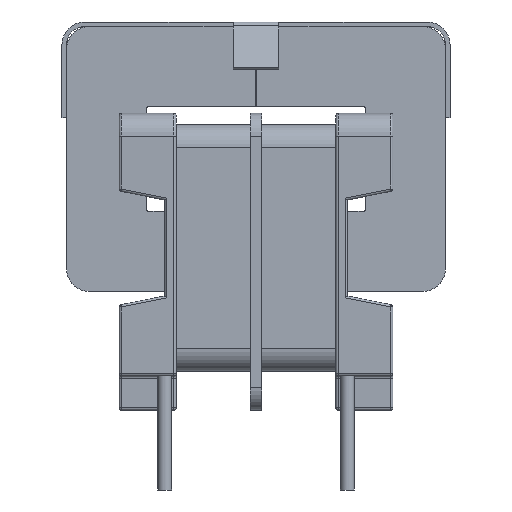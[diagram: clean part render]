
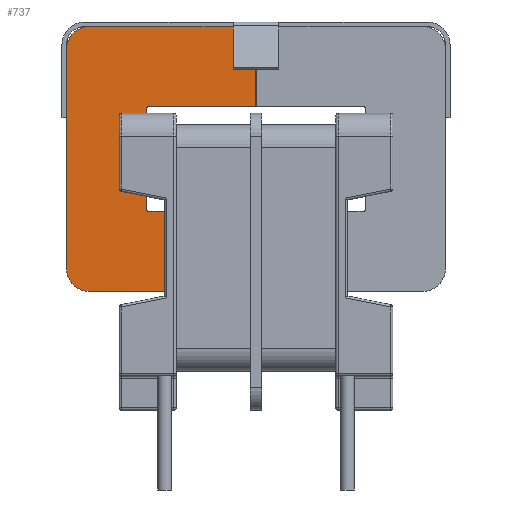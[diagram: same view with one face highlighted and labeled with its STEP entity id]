
A CAD part, front view. The second image highlights one B-rep face of the part: STEP entity #737.
In plain terms, the highlighted planar face has unit normal (0, -1, 0).
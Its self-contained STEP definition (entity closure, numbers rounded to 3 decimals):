
#19 = EDGE_CURVE ( 'NONE', #2387, #13347, #1251, .T. ) ;
#89 = AXIS2_PLACEMENT_3D ( 'NONE', #13596, #5873, #12371 ) ;
#250 = ORIENTED_EDGE ( 'NONE', *, *, #3034, .F. ) ;
#446 = ORIENTED_EDGE ( 'NONE', *, *, #17161, .T. ) ;
#451 = DIRECTION ( 'NONE',  ( 0., 0., 1. ) ) ;
#515 = CARTESIAN_POINT ( 'NONE',  ( -7.3, -2., 5.2 ) ) ;
#737 = ADVANCED_FACE ( 'NONE', ( #12641 ), #4492, .T. ) ;
#748 = ORIENTED_EDGE ( 'NONE', *, *, #19, .F. ) ;
#1108 = CARTESIAN_POINT ( 'NONE',  ( -7.3, -2., 5.2 ) ) ;
#1243 = EDGE_CURVE ( 'NONE', #3668, #13347, #3326, .T. ) ;
#1251 = LINE ( 'NONE', #17083, #9870 ) ;
#1339 = EDGE_CURVE ( 'NONE', #1991, #9824, #8759, .T. ) ;
#1538 = DIRECTION ( 'NONE',  ( 0., 0., 1. ) ) ;
#1852 = CARTESIAN_POINT ( 'NONE',  ( -4.8, -2., 13.2 ) ) ;
#1916 = VERTEX_POINT ( 'NONE', #7484 ) ;
#1924 = VECTOR ( 'NONE', #451, 1000. ) ;
#1961 = VECTOR ( 'NONE', #8933, 1000. ) ;
#1991 = VERTEX_POINT ( 'NONE', #12345 ) ;
#2005 = EDGE_CURVE ( 'NONE', #1916, #3446, #10954, .T. ) ;
#2155 = DIRECTION ( 'NONE',  ( -1., 0., 0. ) ) ;
#2272 = CARTESIAN_POINT ( 'NONE',  ( -4.7, -2., 8.7 ) ) ;
#2373 = DIRECTION ( 'NONE',  ( -1., 0., 0. ) ) ;
#2387 = VERTEX_POINT ( 'NONE', #10406 ) ;
#2808 = CARTESIAN_POINT ( 'NONE',  ( -4.7, -2., 8.8 ) ) ;
#3034 = EDGE_CURVE ( 'NONE', #12512, #12290, #9397, .T. ) ;
#3047 = EDGE_CURVE ( 'NONE', #15842, #12362, #16639, .T. ) ;
#3063 = CIRCLE ( 'NONE', #3597, 0.1 ) ;
#3326 = LINE ( 'NONE', #4453, #5721 ) ;
#3446 = VERTEX_POINT ( 'NONE', #8511 ) ;
#3597 = AXIS2_PLACEMENT_3D ( 'NONE', #2808, #13378, #17216 ) ;
#3654 = LINE ( 'NONE', #6266, #1961 ) ;
#3668 = VERTEX_POINT ( 'NONE', #5482 ) ;
#3718 = DIRECTION ( 'NONE',  ( 0., 0., 1. ) ) ;
#4069 = CARTESIAN_POINT ( 'NONE',  ( -4., -2., 6.2 ) ) ;
#4096 = LINE ( 'NONE', #9459, #9832 ) ;
#4257 = CARTESIAN_POINT ( 'NONE',  ( -7.3, -2., 16.8 ) ) ;
#4271 = VECTOR ( 'NONE', #1538, 1000. ) ;
#4278 = ORIENTED_EDGE ( 'NONE', *, *, #13763, .F. ) ;
#4356 = LINE ( 'NONE', #515, #9844 ) ;
#4453 = CARTESIAN_POINT ( 'NONE',  ( 4.7, -2., 13.3 ) ) ;
#4492 = PLANE ( 'NONE',  #7926 ) ;
#4590 = LINE ( 'NONE', #15092, #14557 ) ;
#4698 = ORIENTED_EDGE ( 'NONE', *, *, #5896, .T. ) ;
#4727 = EDGE_CURVE ( 'NONE', #12886, #1991, #15961, .T. ) ;
#4736 = VECTOR ( 'NONE', #2373, 1000. ) ;
#5482 = CARTESIAN_POINT ( 'NONE',  ( -4.7, -2., 13.3 ) ) ;
#5617 = ORIENTED_EDGE ( 'NONE', *, *, #4727, .T. ) ;
#5721 = VECTOR ( 'NONE', #9727, 1000. ) ;
#5873 = DIRECTION ( 'NONE',  ( 0., 1., 0. ) ) ;
#5896 = EDGE_CURVE ( 'NONE', #9824, #1916, #3063, .T. ) ;
#6193 = CARTESIAN_POINT ( 'NONE',  ( -4.7, -2., 8.7 ) ) ;
#6266 = CARTESIAN_POINT ( 'NONE',  ( -1., -2., 6.2 ) ) ;
#6482 = ORIENTED_EDGE ( 'NONE', *, *, #9973, .T. ) ;
#6491 = LINE ( 'NONE', #10560, #4271 ) ;
#6530 = EDGE_LOOP ( 'NONE', ( #748, #446, #6482, #17097, #16656, #4278, #250, #6691, #5617, #16041, #4698, #15188, #11845, #9673 ) ) ;
#6691 = ORIENTED_EDGE ( 'NONE', *, *, #16783, .F. ) ;
#6735 = DIRECTION ( 'NONE',  ( 0., 0., -1. ) ) ;
#6927 = AXIS2_PLACEMENT_3D ( 'NONE', #9663, #8369, #11059 ) ;
#7484 = CARTESIAN_POINT ( 'NONE',  ( -4.8, -2., 8.8 ) ) ;
#7926 = AXIS2_PLACEMENT_3D ( 'NONE', #11081, #11322, #16655 ) ;
#8369 = DIRECTION ( 'NONE',  ( 0., 1., 0. ) ) ;
#8511 = CARTESIAN_POINT ( 'NONE',  ( -4.8, -2., 13.2 ) ) ;
#8759 = LINE ( 'NONE', #2272, #4736 ) ;
#8787 = CARTESIAN_POINT ( 'NONE',  ( -8.3, -2., 15.8 ) ) ;
#8933 = DIRECTION ( 'NONE',  ( 0., 0., 1. ) ) ;
#9397 = CIRCLE ( 'NONE', #6927, 1. ) ;
#9401 = CARTESIAN_POINT ( 'NONE',  ( -1., -2., 16.8 ) ) ;
#9459 = CARTESIAN_POINT ( 'NONE',  ( 7.3, -2., 16.8 ) ) ;
#9663 = CARTESIAN_POINT ( 'NONE',  ( -7.3, -2., 6.2 ) ) ;
#9673 = ORIENTED_EDGE ( 'NONE', *, *, #1243, .T. ) ;
#9727 = DIRECTION ( 'NONE',  ( 1., 0., 0. ) ) ;
#9824 = VERTEX_POINT ( 'NONE', #6193 ) ;
#9832 = VECTOR ( 'NONE', #10837, 1000. ) ;
#9844 = VECTOR ( 'NONE', #14676, 1000. ) ;
#9870 = VECTOR ( 'NONE', #10361, 1000. ) ;
#9973 = EDGE_CURVE ( 'NONE', #13313, #11031, #3654, .T. ) ;
#10361 = DIRECTION ( 'NONE',  ( 0., 0., -1. ) ) ;
#10406 = CARTESIAN_POINT ( 'NONE',  ( -0.01, -2., 16.791 ) ) ;
#10560 = CARTESIAN_POINT ( 'NONE',  ( -8.3, -2., 15.8 ) ) ;
#10837 = DIRECTION ( 'NONE',  ( 1., 0., 0. ) ) ;
#10954 = LINE ( 'NONE', #1852, #1924 ) ;
#11031 = VERTEX_POINT ( 'NONE', #9401 ) ;
#11047 = CARTESIAN_POINT ( 'NONE',  ( -1., -2., 16.791 ) ) ;
#11059 = DIRECTION ( 'NONE',  ( 0., 0., 1. ) ) ;
#11081 = CARTESIAN_POINT ( 'NONE',  ( 7.3, -2., 6.2 ) ) ;
#11322 = DIRECTION ( 'NONE',  ( 0., -1., 0. ) ) ;
#11594 = VECTOR ( 'NONE', #3718, 1000. ) ;
#11845 = ORIENTED_EDGE ( 'NONE', *, *, #15692, .T. ) ;
#11956 = CARTESIAN_POINT ( 'NONE',  ( -0.01, -2., 13.3 ) ) ;
#12290 = VERTEX_POINT ( 'NONE', #13782 ) ;
#12345 = CARTESIAN_POINT ( 'NONE',  ( -4., -2., 8.7 ) ) ;
#12362 = VERTEX_POINT ( 'NONE', #4257 ) ;
#12371 = DIRECTION ( 'NONE',  ( 0., 0., 1. ) ) ;
#12512 = VERTEX_POINT ( 'NONE', #1108 ) ;
#12641 = FACE_OUTER_BOUND ( 'NONE', #6530, .T. ) ;
#12886 = VERTEX_POINT ( 'NONE', #14080 ) ;
#13313 = VERTEX_POINT ( 'NONE', #11047 ) ;
#13335 = DIRECTION ( 'NONE',  ( 0., 1., 0. ) ) ;
#13347 = VERTEX_POINT ( 'NONE', #11956 ) ;
#13378 = DIRECTION ( 'NONE',  ( 0., 1., 0. ) ) ;
#13591 = CARTESIAN_POINT ( 'NONE',  ( -7.3, -2., 15.8 ) ) ;
#13596 = CARTESIAN_POINT ( 'NONE',  ( -4.7, -2., 13.2 ) ) ;
#13763 = EDGE_CURVE ( 'NONE', #12290, #15842, #6491, .T. ) ;
#13782 = CARTESIAN_POINT ( 'NONE',  ( -8.3, -2., 6.2 ) ) ;
#14080 = CARTESIAN_POINT ( 'NONE',  ( -4., -2., 5.2 ) ) ;
#14500 = CIRCLE ( 'NONE', #89, 0.1 ) ;
#14557 = VECTOR ( 'NONE', #2155, 1000. ) ;
#14676 = DIRECTION ( 'NONE',  ( -1., 0., 0. ) ) ;
#15092 = CARTESIAN_POINT ( 'NONE',  ( 1., -2., 16.791 ) ) ;
#15188 = ORIENTED_EDGE ( 'NONE', *, *, #2005, .T. ) ;
#15502 = AXIS2_PLACEMENT_3D ( 'NONE', #13591, #13335, #6735 ) ;
#15692 = EDGE_CURVE ( 'NONE', #3446, #3668, #14500, .T. ) ;
#15842 = VERTEX_POINT ( 'NONE', #8787 ) ;
#15961 = LINE ( 'NONE', #4069, #11594 ) ;
#16041 = ORIENTED_EDGE ( 'NONE', *, *, #1339, .T. ) ;
#16639 = CIRCLE ( 'NONE', #15502, 1. ) ;
#16655 = DIRECTION ( 'NONE',  ( 0., 0., -1. ) ) ;
#16656 = ORIENTED_EDGE ( 'NONE', *, *, #3047, .F. ) ;
#16672 = EDGE_CURVE ( 'NONE', #12362, #11031, #4096, .T. ) ;
#16783 = EDGE_CURVE ( 'NONE', #12886, #12512, #4356, .T. ) ;
#17083 = CARTESIAN_POINT ( 'NONE',  ( -0.01, -2., 16.8 ) ) ;
#17097 = ORIENTED_EDGE ( 'NONE', *, *, #16672, .F. ) ;
#17161 = EDGE_CURVE ( 'NONE', #2387, #13313, #4590, .T. ) ;
#17216 = DIRECTION ( 'NONE',  ( 0., 0., -1. ) ) ;
